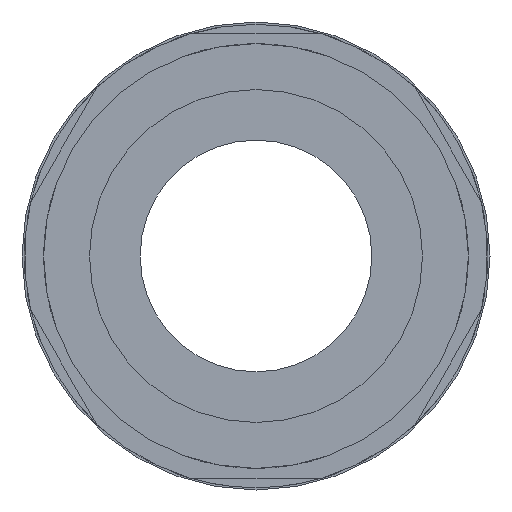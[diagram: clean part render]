
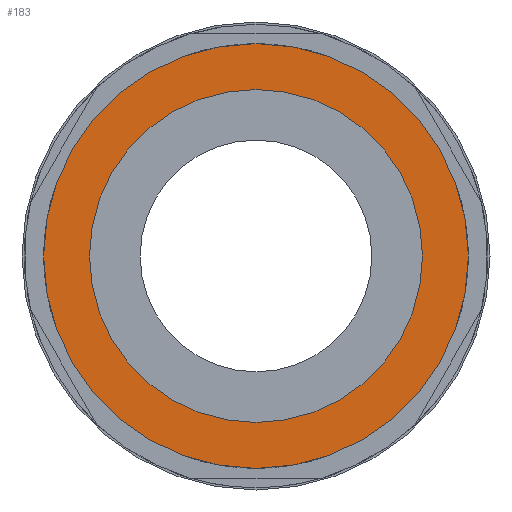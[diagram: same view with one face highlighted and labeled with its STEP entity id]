
A CAD part, left-side view. The second image highlights one B-rep face of the part: STEP entity #183.
In plain terms, the highlighted face is planar.
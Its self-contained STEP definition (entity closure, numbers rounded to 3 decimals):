
#183 = ADVANCED_FACE( '', ( #308, #309 ), #310, .F. );
#308 = FACE_BOUND( '', #544, .T. );
#309 = FACE_OUTER_BOUND( '', #545, .T. );
#310 = PLANE( '', #546 );
#544 = EDGE_LOOP( '', ( #819 ) );
#545 = EDGE_LOOP( '', ( #820 ) );
#546 = AXIS2_PLACEMENT_3D( '', #821, #822, #823 );
#819 = ORIENTED_EDGE( '', *, *, #1476, .F. );
#820 = ORIENTED_EDGE( '', *, *, #1485, .T. );
#821 = CARTESIAN_POINT( '', ( 28.5, 22., 0. ) );
#822 = DIRECTION( '', ( -1., 0., 0. ) );
#823 = DIRECTION( '', ( 0., 0., 1. ) );
#1476 = EDGE_CURVE( '', #1701, #1701, #1702, .T. );
#1485 = EDGE_CURVE( '', #1719, #1719, #1720, .T. );
#1701 = VERTEX_POINT( '', #2084 );
#1702 = CIRCLE( '', #2085, 17.25 );
#1719 = VERTEX_POINT( '', #2102 );
#1720 = CIRCLE( '', #2103, 22. );
#2084 = CARTESIAN_POINT( '', ( 28.5, 17.25, 0. ) );
#2085 = AXIS2_PLACEMENT_3D( '', #2628, #2629, #2630 );
#2102 = CARTESIAN_POINT( '', ( 28.5, 0., -22. ) );
#2103 = AXIS2_PLACEMENT_3D( '', #2655, #2656, #2657 );
#2628 = CARTESIAN_POINT( '', ( 28.5, 0., 0. ) );
#2629 = DIRECTION( '', ( 1., 0., 0. ) );
#2630 = DIRECTION( '', ( 0., 1., 0. ) );
#2655 = CARTESIAN_POINT( '', ( 28.5, 0., 0. ) );
#2656 = DIRECTION( '', ( 1., 0., 0. ) );
#2657 = DIRECTION( '', ( 0., 0., -1. ) );
